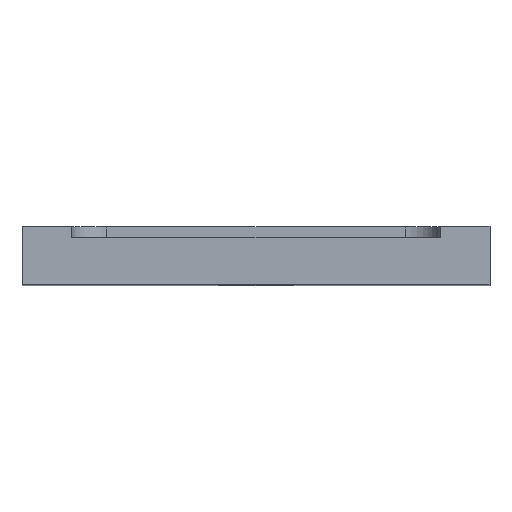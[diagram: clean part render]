
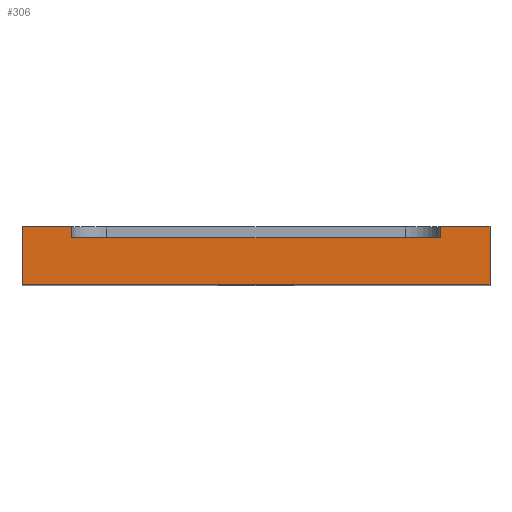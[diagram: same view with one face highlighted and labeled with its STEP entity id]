
A CAD part, top view. The second image highlights one B-rep face of the part: STEP entity #306.
In plain terms, the highlighted planar face has unit normal (0, 0, 1).
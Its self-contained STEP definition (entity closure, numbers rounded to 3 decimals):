
#2 = EDGE_CURVE ( 'NONE', #263, #1059, #1091, .T. ) ;
#5 = DIRECTION ( 'NONE',  ( -1., 0., 0. ) ) ;
#12 = DIRECTION ( 'NONE',  ( 0., -1., 0. ) ) ;
#18 = CARTESIAN_POINT ( 'NONE',  ( 31.5, 140., 60. ) ) ;
#20 = LINE ( 'NONE', #214, #530 ) ;
#33 = DIRECTION ( 'NONE',  ( 1., 0., 0. ) ) ;
#52 = EDGE_CURVE ( 'NONE', #973, #249, #681, .T. ) ;
#95 = ORIENTED_EDGE ( 'NONE', *, *, #577, .F. ) ;
#116 = CARTESIAN_POINT ( 'NONE',  ( 31.5, 33.574, 60. ) ) ;
#140 = ORIENTED_EDGE ( 'NONE', *, *, #2, .T. ) ;
#166 = CARTESIAN_POINT ( 'NONE',  ( 40., 140., 60. ) ) ;
#172 = FACE_OUTER_BOUND ( 'NONE', #550, .T. ) ;
#182 = DIRECTION ( 'NONE',  ( 0., 0., -1. ) ) ;
#201 = CARTESIAN_POINT ( 'NONE',  ( -31.5, 138., 60. ) ) ;
#214 = CARTESIAN_POINT ( 'NONE',  ( -40., 140., 60. ) ) ;
#249 = VERTEX_POINT ( 'NONE', #166 ) ;
#263 = VERTEX_POINT ( 'NONE', #361 ) ;
#265 = ORIENTED_EDGE ( 'NONE', *, *, #1114, .F. ) ;
#271 = LINE ( 'NONE', #737, #1125 ) ;
#306 = ADVANCED_FACE ( 'NONE', ( #172 ), #1238, .F. ) ;
#350 = ORIENTED_EDGE ( 'NONE', *, *, #886, .T. ) ;
#361 = CARTESIAN_POINT ( 'NONE',  ( -40., 140., 60. ) ) ;
#366 = DIRECTION ( 'NONE',  ( -1., 0., 0. ) ) ;
#403 = CARTESIAN_POINT ( 'NONE',  ( 40., 130., 60. ) ) ;
#414 = ORIENTED_EDGE ( 'NONE', *, *, #962, .F. ) ;
#437 = EDGE_CURVE ( 'NONE', #574, #502, #990, .T. ) ;
#449 = DIRECTION ( 'NONE',  ( 0., -1., 0. ) ) ;
#502 = VERTEX_POINT ( 'NONE', #744 ) ;
#503 = DIRECTION ( 'NONE',  ( 0., 1., 0. ) ) ;
#504 = LINE ( 'NONE', #116, #812 ) ;
#508 = ORIENTED_EDGE ( 'NONE', *, *, #437, .T. ) ;
#530 = VECTOR ( 'NONE', #33, 1000. ) ;
#550 = EDGE_LOOP ( 'NONE', ( #350, #508, #95, #140, #920, #265, #569, #414 ) ) ;
#569 = ORIENTED_EDGE ( 'NONE', *, *, #52, .F. ) ;
#574 = VERTEX_POINT ( 'NONE', #700 ) ;
#577 = EDGE_CURVE ( 'NONE', #263, #502, #20, .T. ) ;
#594 = CARTESIAN_POINT ( 'NONE',  ( -40., 130., 60. ) ) ;
#667 = CARTESIAN_POINT ( 'NONE',  ( -40., 140., 60. ) ) ;
#681 = LINE ( 'NONE', #890, #1077 ) ;
#684 = VECTOR ( 'NONE', #503, 1000. ) ;
#694 = LINE ( 'NONE', #594, #1042 ) ;
#700 = CARTESIAN_POINT ( 'NONE',  ( -31.5, 138., 60. ) ) ;
#726 = VERTEX_POINT ( 'NONE', #1076 ) ;
#737 = CARTESIAN_POINT ( 'NONE',  ( 40., 140., 60. ) ) ;
#744 = CARTESIAN_POINT ( 'NONE',  ( -31.5, 140., 60. ) ) ;
#786 = VECTOR ( 'NONE', #12, 1000. ) ;
#812 = VECTOR ( 'NONE', #895, 1000. ) ;
#886 = EDGE_CURVE ( 'NONE', #726, #574, #910, .T. ) ;
#890 = CARTESIAN_POINT ( 'NONE',  ( -40., 140., 60. ) ) ;
#895 = DIRECTION ( 'NONE',  ( 0., 1., 0. ) ) ;
#903 = VERTEX_POINT ( 'NONE', #403 ) ;
#910 = LINE ( 'NONE', #201, #1004 ) ;
#920 = ORIENTED_EDGE ( 'NONE', *, *, #922, .T. ) ;
#922 = EDGE_CURVE ( 'NONE', #1059, #903, #694, .T. ) ;
#934 = CARTESIAN_POINT ( 'NONE',  ( -40., 130., 60. ) ) ;
#962 = EDGE_CURVE ( 'NONE', #726, #973, #504, .T. ) ;
#973 = VERTEX_POINT ( 'NONE', #18 ) ;
#990 = LINE ( 'NONE', #1205, #684 ) ;
#1004 = VECTOR ( 'NONE', #5, 1000. ) ;
#1042 = VECTOR ( 'NONE', #1184, 1000. ) ;
#1058 = AXIS2_PLACEMENT_3D ( 'NONE', #667, #182, #366 ) ;
#1059 = VERTEX_POINT ( 'NONE', #934 ) ;
#1076 = CARTESIAN_POINT ( 'NONE',  ( 31.5, 138., 60. ) ) ;
#1077 = VECTOR ( 'NONE', #1187, 1000. ) ;
#1091 = LINE ( 'NONE', #1098, #786 ) ;
#1098 = CARTESIAN_POINT ( 'NONE',  ( -40., 140., 60. ) ) ;
#1114 = EDGE_CURVE ( 'NONE', #249, #903, #271, .T. ) ;
#1125 = VECTOR ( 'NONE', #449, 1000. ) ;
#1184 = DIRECTION ( 'NONE',  ( 1., 0., 0. ) ) ;
#1187 = DIRECTION ( 'NONE',  ( 1., 0., 0. ) ) ;
#1205 = CARTESIAN_POINT ( 'NONE',  ( -31.5, 33.574, 60. ) ) ;
#1238 = PLANE ( 'NONE',  #1058 ) ;
